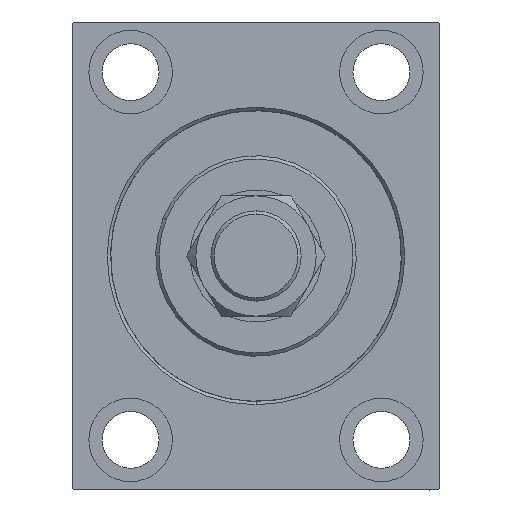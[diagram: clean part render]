
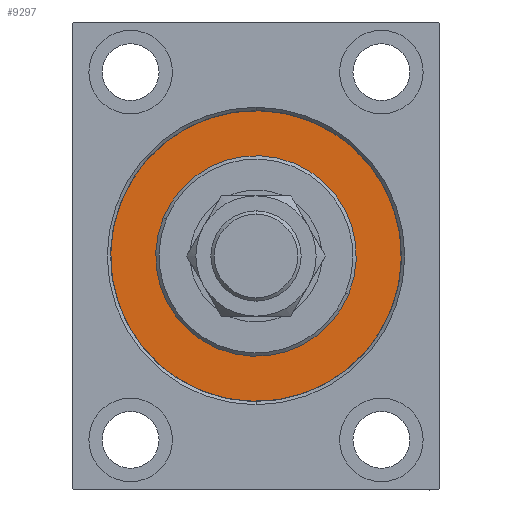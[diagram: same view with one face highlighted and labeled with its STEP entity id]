
A CAD part, left-side view. The second image highlights one B-rep face of the part: STEP entity #9297.
In plain terms, the highlighted face is planar.
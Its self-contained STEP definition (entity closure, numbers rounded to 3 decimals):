
#528 = VERTEX_POINT ( 'NONE', #21126 ) ;
#4571 = CARTESIAN_POINT ( 'NONE',  ( 0., 0., -30. ) ) ;
#4711 = ORIENTED_EDGE ( 'NONE', *, *, #31588, .F. ) ;
#7230 = AXIS2_PLACEMENT_3D ( 'NONE', #8122, #32890, #36818 ) ;
#8122 = CARTESIAN_POINT ( 'NONE',  ( 0., 0., 0. ) ) ;
#8846 = FACE_BOUND ( 'NONE', #17201, .T. ) ;
#9077 = PLANE ( 'NONE',  #34165 ) ;
#9297 = ADVANCED_FACE ( 'NONE', ( #8846, #39854 ), #9077, .F. ) ;
#9464 = CIRCLE ( 'NONE', #7230, 30. ) ;
#9842 = CARTESIAN_POINT ( 'NONE',  ( 0., 0., 0. ) ) ;
#10183 = EDGE_CURVE ( 'NONE', #23743, #20782, #20896, .T. ) ;
#10359 = DIRECTION ( 'NONE',  ( 0., 0., -1. ) ) ;
#11176 = CARTESIAN_POINT ( 'NONE',  ( 0., 0., 43.5 ) ) ;
#11384 = CIRCLE ( 'NONE', #40989, 30. ) ;
#13171 = VERTEX_POINT ( 'NONE', #4571 ) ;
#13298 = DIRECTION ( 'NONE',  ( -1., 0., 0. ) ) ;
#13821 = CARTESIAN_POINT ( 'NONE',  ( 0., 0., 0. ) ) ;
#16534 = DIRECTION ( 'NONE',  ( 0., 0., 1. ) ) ;
#16625 = CIRCLE ( 'NONE', #38074, 43.5 ) ;
#17201 = EDGE_LOOP ( 'NONE', ( #43025, #28297 ) ) ;
#20525 = DIRECTION ( 'NONE',  ( 1., 0., 0. ) ) ;
#20782 = VERTEX_POINT ( 'NONE', #11176 ) ;
#20896 = CIRCLE ( 'NONE', #21603, 43.5 ) ;
#21126 = CARTESIAN_POINT ( 'NONE',  ( 0., 0., 30. ) ) ;
#21603 = AXIS2_PLACEMENT_3D ( 'NONE', #9842, #13298, #16534 ) ;
#22119 = CARTESIAN_POINT ( 'NONE',  ( 0., 0., 0. ) ) ;
#22484 = DIRECTION ( 'NONE',  ( -1., 0., 0. ) ) ;
#22967 = CARTESIAN_POINT ( 'NONE',  ( 0., 0., -43.5 ) ) ;
#23743 = VERTEX_POINT ( 'NONE', #22967 ) ;
#26318 = DIRECTION ( 'NONE',  ( -1., 0., 0. ) ) ;
#28297 = ORIENTED_EDGE ( 'NONE', *, *, #39728, .F. ) ;
#29492 = EDGE_CURVE ( 'NONE', #528, #13171, #11384, .T. ) ;
#29902 = CARTESIAN_POINT ( 'NONE',  ( 0., 0., 0. ) ) ;
#31588 = EDGE_CURVE ( 'NONE', #20782, #23743, #16625, .T. ) ;
#32092 = EDGE_LOOP ( 'NONE', ( #45096, #4711 ) ) ;
#32890 = DIRECTION ( 'NONE',  ( 1., 0., 0. ) ) ;
#34165 = AXIS2_PLACEMENT_3D ( 'NONE', #29902, #22484, #36610 ) ;
#36610 = DIRECTION ( 'NONE',  ( 0., 0., 1. ) ) ;
#36818 = DIRECTION ( 'NONE',  ( 0., 0., -1. ) ) ;
#36945 = DIRECTION ( 'NONE',  ( 0., 0., 1. ) ) ;
#38074 = AXIS2_PLACEMENT_3D ( 'NONE', #22119, #26318, #36945 ) ;
#39728 = EDGE_CURVE ( 'NONE', #13171, #528, #9464, .T. ) ;
#39854 = FACE_OUTER_BOUND ( 'NONE', #32092, .T. ) ;
#40989 = AXIS2_PLACEMENT_3D ( 'NONE', #13821, #20525, #10359 ) ;
#43025 = ORIENTED_EDGE ( 'NONE', *, *, #29492, .F. ) ;
#45096 = ORIENTED_EDGE ( 'NONE', *, *, #10183, .F. ) ;
